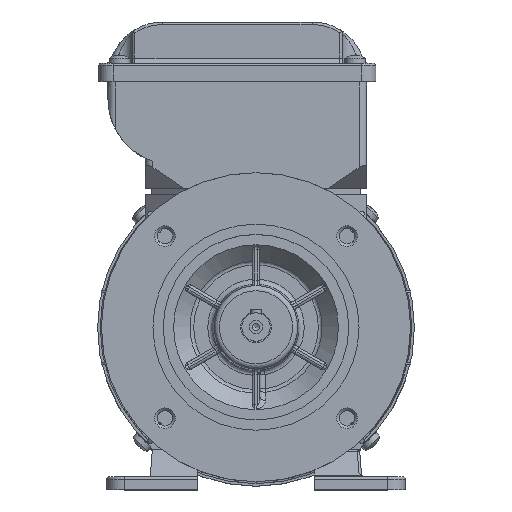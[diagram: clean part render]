
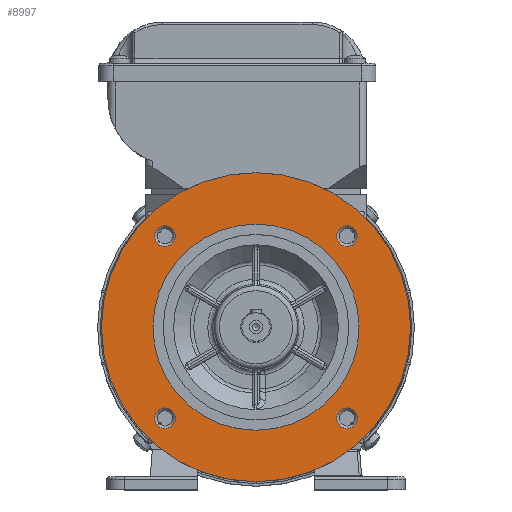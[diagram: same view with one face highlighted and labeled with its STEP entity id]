
A CAD part, top view. The second image highlights one B-rep face of the part: STEP entity #8997.
In plain terms, the highlighted planar face has unit normal (0, 0, 1).
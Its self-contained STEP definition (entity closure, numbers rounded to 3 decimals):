
#4009=FACE_BOUND('',#15097,.T.);
#4010=FACE_BOUND('',#15098,.T.);
#4011=FACE_BOUND('',#15099,.T.);
#4012=FACE_BOUND('',#15100,.T.);
#4013=FACE_BOUND('',#15101,.T.);
#4014=FACE_BOUND('',#15102,.T.);
#5582=CIRCLE('',#48236,4.);
#5592=CIRCLE('',#48252,4.);
#5602=CIRCLE('',#48268,4.);
#5612=CIRCLE('',#48284,4.);
#5613=CIRCLE('',#48286,60.);
#5614=CIRCLE('',#48287,40.);
#8997=ADVANCED_FACE('',(#4009,#4010,#4011,#4012,#4013,#4014),#10485,.F.);
#10485=PLANE('',#48288);
#15097=EDGE_LOOP('',(#25765));
#15098=EDGE_LOOP('',(#25766));
#15099=EDGE_LOOP('',(#25767));
#15100=EDGE_LOOP('',(#25768));
#15101=EDGE_LOOP('',(#25769));
#15102=EDGE_LOOP('',(#25770));
#25765=ORIENTED_EDGE('',*,*,#37467,.F.);
#25766=ORIENTED_EDGE('',*,*,#37477,.F.);
#25767=ORIENTED_EDGE('',*,*,#37487,.F.);
#25768=ORIENTED_EDGE('',*,*,#37497,.F.);
#25769=ORIENTED_EDGE('',*,*,#37498,.F.);
#25770=ORIENTED_EDGE('',*,*,#37499,.T.);
#31615=VERTEX_POINT('',#80116);
#31623=VERTEX_POINT('',#80140);
#31631=VERTEX_POINT('',#80164);
#31639=VERTEX_POINT('',#80188);
#31640=VERTEX_POINT('',#80191);
#31641=VERTEX_POINT('',#80193);
#37467=EDGE_CURVE('',#31615,#31615,#5582,.T.);
#37477=EDGE_CURVE('',#31623,#31623,#5592,.T.);
#37487=EDGE_CURVE('',#31631,#31631,#5602,.T.);
#37497=EDGE_CURVE('',#31639,#31639,#5612,.T.);
#37498=EDGE_CURVE('',#31640,#31640,#5613,.T.);
#37499=EDGE_CURVE('',#31641,#31641,#5614,.T.);
#48236=AXIS2_PLACEMENT_3D('',#80115,#58257,#58258);
#48252=AXIS2_PLACEMENT_3D('',#80139,#58289,#58290);
#48268=AXIS2_PLACEMENT_3D('',#80163,#58321,#58322);
#48284=AXIS2_PLACEMENT_3D('',#80187,#58353,#58354);
#48286=AXIS2_PLACEMENT_3D('',#80190,#58357,#58358);
#48287=AXIS2_PLACEMENT_3D('',#80192,#58359,#58360);
#48288=AXIS2_PLACEMENT_3D('',#80194,#58361,#58362);
#58257=DIRECTION('',(0.,0.,1.));
#58258=DIRECTION('',(0.,1.,0.));
#58289=DIRECTION('',(0.,0.,1.));
#58290=DIRECTION('',(-1.,0.,0.));
#58321=DIRECTION('',(0.,0.,1.));
#58322=DIRECTION('',(0.,-1.,0.));
#58353=DIRECTION('',(0.,0.,1.));
#58354=DIRECTION('',(1.,0.,0.));
#58357=DIRECTION('',(0.,0.,-1.));
#58358=DIRECTION('',(0.,-1.,0.));
#58359=DIRECTION('',(0.,0.,-1.));
#58360=DIRECTION('',(-1.,0.,0.));
#58361=DIRECTION('',(0.,0.,-1.));
#58362=DIRECTION('',(0.,1.,0.));
#80115=CARTESIAN_POINT('',(311.065,324.966,-387.303));
#80116=CARTESIAN_POINT('',(311.065,328.966,-387.303));
#80139=CARTESIAN_POINT('',(381.775,324.966,-387.303));
#80140=CARTESIAN_POINT('',(377.775,324.966,-387.303));
#80163=CARTESIAN_POINT('',(381.775,395.677,-387.303));
#80164=CARTESIAN_POINT('',(381.775,391.677,-387.303));
#80187=CARTESIAN_POINT('',(311.065,395.677,-387.303));
#80188=CARTESIAN_POINT('',(315.065,395.677,-387.303));
#80190=CARTESIAN_POINT('',(346.42,360.322,-387.303));
#80191=CARTESIAN_POINT('',(346.42,300.322,-387.303));
#80192=CARTESIAN_POINT('',(346.42,360.322,-387.303));
#80193=CARTESIAN_POINT('',(306.42,360.322,-387.303));
#80194=CARTESIAN_POINT('',(270.857,283.976,-387.303));
